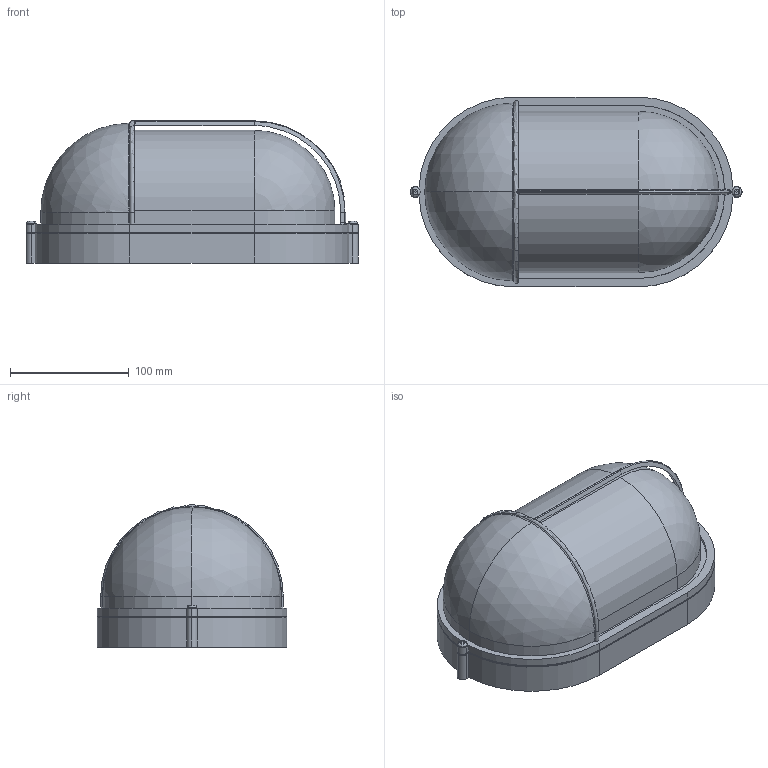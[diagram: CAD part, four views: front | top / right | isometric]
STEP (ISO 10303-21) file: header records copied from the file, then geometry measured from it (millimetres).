
FILE_DESCRIPTION (( 'STEP AP214' ), '1' );
FILE_NAME ('LNPP0-1205-1-100-K02 Ñâåòèëüíèê ÍÏÏ1205 ÷åðíûé_îâàë ï_ñôåðà-ëó÷ 100Âò IP54 ÈÝÊ.STEP', '2017-06-23T07:34:39', ( '' ), ( '' ), 'SwSTEP 2.0', 'SolidWorks 2014', '' );
FILE_SCHEMA (( 'AUTOMOTIVE_DESIGN' ));
Length unit declared in the file: millimetre
Products named in the file (1): LNPP0-1205-1-100-K02 Ñâåòèëüíèê ÍÏÏ1205 ÷åðíûé_îâàë ï_ñôåðà-ëó÷ 100Âò IP54  ÈÝÊ
Bounding box: 280 x 160 x 120 mm (x, y, z)
Volume: 2639453.6 mm3; surface area: 185646.3 mm2
Topology: 1 solids, 1 shells, 166 faces, 430 edges, 268 vertices
Faces by surface type: plane 76, cylinder 62, torus 15, sphere 7, bspline 4, cone 2
Entity records: 5255 total; most frequent: CARTESIAN_POINT 1172, DIRECTION 869, ORIENTED_EDGE 840, EDGE_CURVE 420, AXIS2_PLACEMENT_3D 326, VERTEX_POINT 267, VECTOR 217, LINE 217
